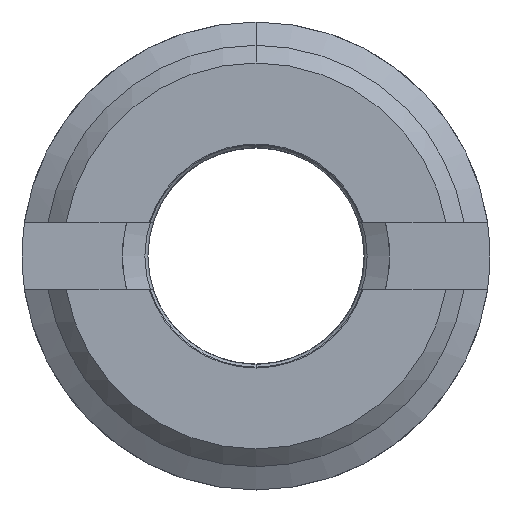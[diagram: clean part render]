
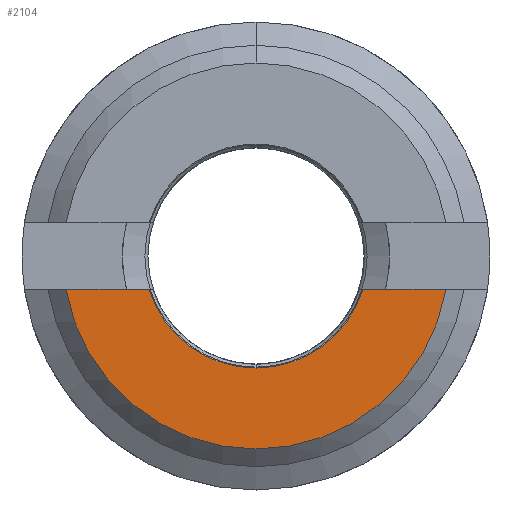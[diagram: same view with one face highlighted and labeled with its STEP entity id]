
A CAD part, front view. The second image highlights one B-rep face of the part: STEP entity #2104.
In plain terms, the highlighted planar face has unit normal (0, -1, 0).
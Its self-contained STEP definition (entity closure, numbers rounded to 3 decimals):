
#119 = EDGE_CURVE ( 'NONE', #5714, #5084, #1605, .T. ) ;
#189 = DIRECTION ( 'NONE',  ( 0., 0., -1. ) ) ;
#246 = ORIENTED_EDGE ( 'NONE', *, *, #6321, .T. ) ;
#376 = ORIENTED_EDGE ( 'NONE', *, *, #914, .T. ) ;
#461 = EDGE_CURVE ( 'NONE', #3100, #4629, #1167, .T. ) ;
#554 = LINE ( 'NONE', #3959, #6383 ) ;
#716 = AXIS2_PLACEMENT_3D ( 'NONE', #1734, #6800, #2967 ) ;
#914 = EDGE_CURVE ( 'NONE', #2386, #3100, #554, .T. ) ;
#973 = DIRECTION ( 'NONE',  ( 0., 0., 1. ) ) ;
#1100 = AXIS2_PLACEMENT_3D ( 'NONE', #7066, #3262, #973 ) ;
#1167 = CIRCLE ( 'NONE', #5314, 3.35 ) ;
#1605 = LINE ( 'NONE', #6782, #5791 ) ;
#1734 = CARTESIAN_POINT ( 'NONE',  ( 112.291, 148.512, 0. ) ) ;
#1932 = CARTESIAN_POINT ( 'NONE',  ( 119.682, 148.512, -1. ) ) ;
#2104 = ADVANCED_FACE ( 'NONE', ( #3997 ), #6733, .T. ) ;
#2161 = AXIS2_PLACEMENT_3D ( 'NONE', #4110, #5249, #189 ) ;
#2386 = VERTEX_POINT ( 'NONE', #5928 ) ;
#2594 = ORIENTED_EDGE ( 'NONE', *, *, #119, .T. ) ;
#2967 = DIRECTION ( 'NONE',  ( 0., 0., -1. ) ) ;
#3100 = VERTEX_POINT ( 'NONE', #1932 ) ;
#3153 = DIRECTION ( 'NONE',  ( 0., 1., 0. ) ) ;
#3262 = DIRECTION ( 'NONE',  ( 0., -1., 0. ) ) ;
#3720 = EDGE_LOOP ( 'NONE', ( #376, #5826, #6585, #2594, #246 ) ) ;
#3838 = CARTESIAN_POINT ( 'NONE',  ( 116.485, 148.512, -3.35 ) ) ;
#3959 = CARTESIAN_POINT ( 'NONE',  ( 125.485, 148.512, -1. ) ) ;
#3997 = FACE_OUTER_BOUND ( 'NONE', #3720, .T. ) ;
#4110 = CARTESIAN_POINT ( 'NONE',  ( 116.485, 148.512, 0. ) ) ;
#4292 = CIRCLE ( 'NONE', #1100, 5.773 ) ;
#4629 = VERTEX_POINT ( 'NONE', #3838 ) ;
#5061 = DIRECTION ( 'NONE',  ( -1., 0., 0. ) ) ;
#5084 = VERTEX_POINT ( 'NONE', #6814 ) ;
#5249 = DIRECTION ( 'NONE',  ( 0., 1., 0. ) ) ;
#5314 = AXIS2_PLACEMENT_3D ( 'NONE', #5940, #3153, #5413 ) ;
#5413 = DIRECTION ( 'NONE',  ( 0., 0., -1. ) ) ;
#5714 = VERTEX_POINT ( 'NONE', #7258 ) ;
#5791 = VECTOR ( 'NONE', #6750, 1000. ) ;
#5826 = ORIENTED_EDGE ( 'NONE', *, *, #461, .T. ) ;
#5847 = CIRCLE ( 'NONE', #2161, 3.35 ) ;
#5928 = CARTESIAN_POINT ( 'NONE',  ( 122.17, 148.512, -1. ) ) ;
#5940 = CARTESIAN_POINT ( 'NONE',  ( 116.485, 148.512, 0. ) ) ;
#6283 = EDGE_CURVE ( 'NONE', #4629, #5714, #5847, .T. ) ;
#6321 = EDGE_CURVE ( 'NONE', #5084, #2386, #4292, .T. ) ;
#6383 = VECTOR ( 'NONE', #5061, 1000. ) ;
#6585 = ORIENTED_EDGE ( 'NONE', *, *, #6283, .T. ) ;
#6733 = PLANE ( 'NONE',  #716 ) ;
#6750 = DIRECTION ( 'NONE',  ( -1., 0., 0. ) ) ;
#6782 = CARTESIAN_POINT ( 'NONE',  ( 125.485, 148.512, -1. ) ) ;
#6800 = DIRECTION ( 'NONE',  ( 0., -1., 0. ) ) ;
#6814 = CARTESIAN_POINT ( 'NONE',  ( 110.799, 148.512, -1. ) ) ;
#7066 = CARTESIAN_POINT ( 'NONE',  ( 116.485, 148.512, 0. ) ) ;
#7258 = CARTESIAN_POINT ( 'NONE',  ( 113.287, 148.512, -1. ) ) ;
